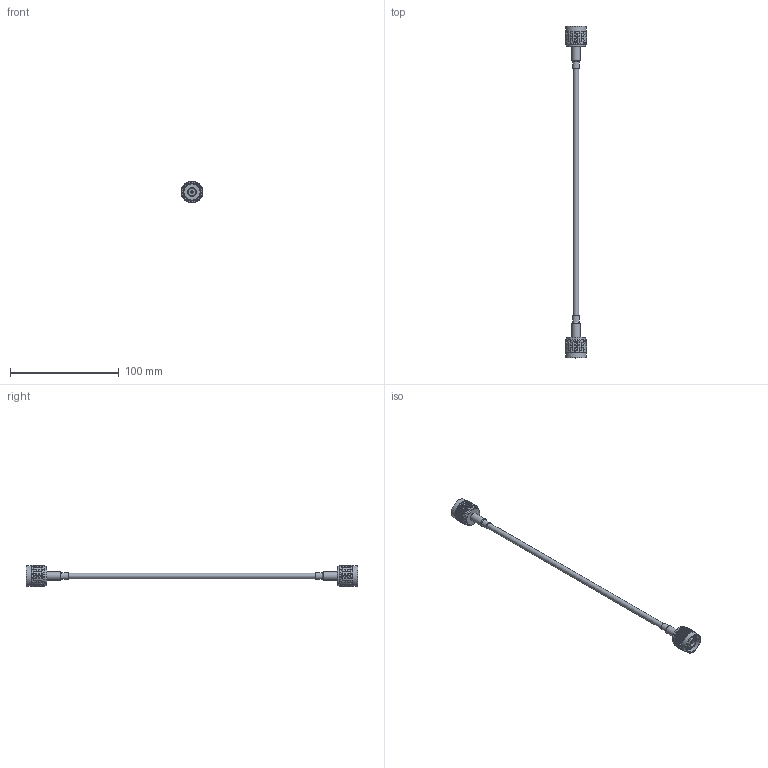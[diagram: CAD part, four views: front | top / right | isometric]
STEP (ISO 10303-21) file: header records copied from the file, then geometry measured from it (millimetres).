
FILE_DESCRIPTION(/* description */ ('Unknown'),/* implementation_level */ '2;1');
FILE_NAME(/* name */ '65506012430501',/* time_stamp */ '2022-04-20T16:12:18+02:00',/* author */ ('Unknown'),/* organization */ ('Unknown'),/* preprocessor_version */ 'ST-DEVELOPER v16.7',/* originating_system */ 'Solid Edge',/* authorisation */ 'Unknown');
FILE_SCHEMA (('AUTOMOTIVE_DESIGN {1 0 10303 214 3 1 1}'));
Products named in the file (1): 65506012430501
Bounding box: 20 x 304.8 x 19.98 mm (x, y, z)
Volume: 13536.1 mm3; surface area: 14878.9 mm2
Topology: 1 solids, 1 shells, 2485 faces, 4981 edges, 2536 vertices
Faces by surface type: bspline 1804, cylinder 535, plane 110, cone 30, torus 6
Full cylindrical faces by diameter (mm): 1.65 x2, 2.1 x2, 2.15 x2, 5 x1, 6 x2, 6.58 x2, 6.98 x6, 7 x2, 7.28 x2, 7.3 x2, 7.48 x2, 8 x2, 8.2 x2, 16.5 x6, 17.5 x4, 17.7 x4, 18 x2, 19.1 x4
Entity records: 134019 total; most frequent: CARTESIAN_POINT 85942, ORIENTED_EDGE 9712, EDGE_CURVE 4856, EDGE_LOOP 2602, FACE_BOUND 2602, VERTEX_POINT 2494, STYLED_ITEM 2483, PRESENTATION_STYLE_ASSIGNMENT 2483
